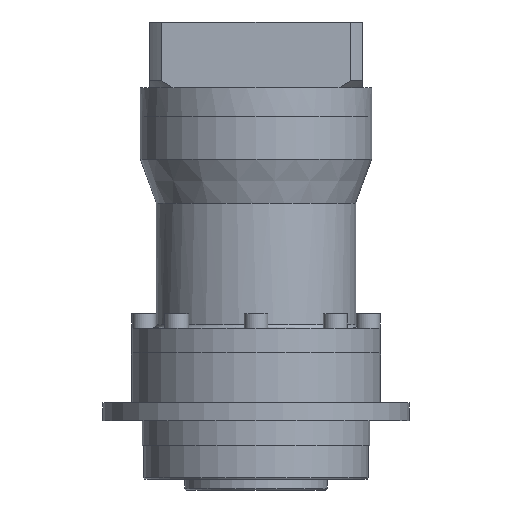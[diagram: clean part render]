
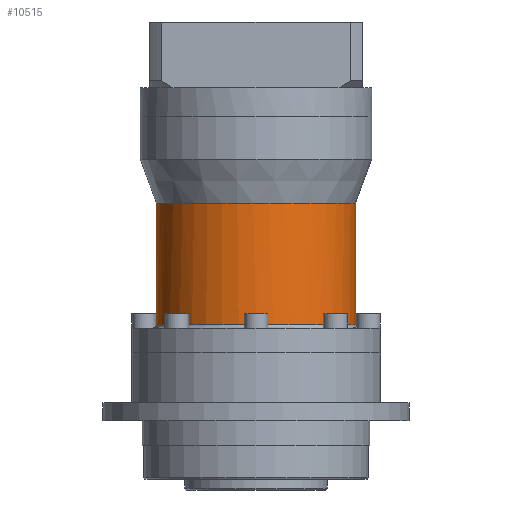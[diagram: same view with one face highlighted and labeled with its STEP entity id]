
A CAD part, front view. The second image highlights one B-rep face of the part: STEP entity #10515.
In plain terms, the highlighted cylindrical face has radius 28 mm (diameter 56 mm), a partial arc.
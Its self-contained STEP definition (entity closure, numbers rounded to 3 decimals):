
#45 = VECTOR ( 'NONE', #2208, 1000. ) ;
#143 = CYLINDRICAL_SURFACE ( 'NONE', #7470, 28. ) ;
#147 = CARTESIAN_POINT ( 'NONE',  ( 28.001, 0., -32.36 ) ) ;
#348 = CARTESIAN_POINT ( 'NONE',  ( 12.408, -25.167, -32.36 ) ) ;
#390 = CARTESIAN_POINT ( 'NONE',  ( -21.095, -18.503, -32.36 ) ) ;
#840 = DIRECTION ( 'NONE',  ( 0., 0., 1. ) ) ;
#975 = VERTEX_POINT ( 'NONE', #1161 ) ;
#1153 = CARTESIAN_POINT ( 'NONE',  ( 7.26, -27.104, -32.36 ) ) ;
#1158 = FACE_OUTER_BOUND ( 'NONE', #2124, .T. ) ;
#1161 = CARTESIAN_POINT ( 'NONE',  ( 28., 0., -66.5 ) ) ;
#1182 = CARTESIAN_POINT ( 'NONE',  ( -24.299, -14.032, -32.36 ) ) ;
#1374 = ORIENTED_EDGE ( 'NONE', *, *, #8047, .T. ) ;
#1444 = CIRCLE ( 'NONE', #8640, 28. ) ;
#1923 = CARTESIAN_POINT ( 'NONE',  ( 27.104, -7.26, -32.36 ) ) ;
#1948 = CARTESIAN_POINT ( 'NONE',  ( 1.833, -28., -32.36 ) ) ;
#1983 = EDGE_CURVE ( 'NONE', #975, #4432, #6935, .T. ) ;
#1998 = CARTESIAN_POINT ( 'NONE',  ( -26.57, -9.022, -32.36 ) ) ;
#2124 = EDGE_LOOP ( 'NONE', ( #4658, #1374, #4837, #10011 ) ) ;
#2208 = DIRECTION ( 'NONE',  ( 0., 0., 1. ) ) ;
#2632 = CARTESIAN_POINT ( 'NONE',  ( -28., 0., -66.5 ) ) ;
#2742 = CARTESIAN_POINT ( 'NONE',  ( 25.167, -12.408, -32.36 ) ) ;
#2785 = CARTESIAN_POINT ( 'NONE',  ( -3.665, -27.82, -32.36 ) ) ;
#2821 = CARTESIAN_POINT ( 'NONE',  ( -27.82, -3.665, -32.36 ) ) ;
#3215 = DIRECTION ( 'NONE',  ( 0., 0., 1. ) ) ;
#3589 = CARTESIAN_POINT ( 'NONE',  ( 22.263, -17.08, -32.36 ) ) ;
#3615 = CARTESIAN_POINT ( 'NONE',  ( -9.022, -26.57, -32.36 ) ) ;
#3651 = CARTESIAN_POINT ( 'NONE',  ( -28.001, 0., -32.36 ) ) ;
#4153 = CARTESIAN_POINT ( 'NONE',  ( 28., 0., -67.5 ) ) ;
#4399 = CARTESIAN_POINT ( 'NONE',  ( 18.503, -21.095, -32.36 ) ) ;
#4432 = VERTEX_POINT ( 'NONE', #147 ) ;
#4442 = CARTESIAN_POINT ( 'NONE',  ( -14.032, -24.299, -32.36 ) ) ;
#4658 = ORIENTED_EDGE ( 'NONE', *, *, #8455, .F. ) ;
#4837 = ORIENTED_EDGE ( 'NONE', *, *, #1983, .T. ) ;
#5222 = CARTESIAN_POINT ( 'NONE',  ( 14.032, -24.299, -32.36 ) ) ;
#5258 = CARTESIAN_POINT ( 'NONE',  ( -18.503, -21.095, -32.36 ) ) ;
#5995 = CARTESIAN_POINT ( 'NONE',  ( 9.022, -26.57, -32.36 ) ) ;
#6029 = CARTESIAN_POINT ( 'NONE',  ( -22.263, -17.08, -32.36 ) ) ;
#6474 = B_SPLINE_CURVE_WITH_KNOTS ( 'NONE', 3,
 ( #6742, #7558, #6770, #1923, #7603, #2742, #8440, #3589, #9257, #4399, #10075, #5222, #348, #5995, #1153, #6817, #1948, #7637, #2785, #8477, #3615, #9294, #4442, #10100, #5258, #390, #6029, #1182, #6855, #1998, #7667, #2821, #8524, #3651 ),
 .UNSPECIFIED., .F., .F.,
 ( 4, 2, 2, 2, 2, 2, 2, 2, 2, 2, 2, 2, 2, 2, 2, 2, 4 ),
 ( 0.5, 0.531, 0.562, 0.594, 0.625, 0.656, 0.687, 0.719, 0.75, 0.781, 0.813, 0.844, 0.875, 0.906, 0.938, 0.969, 1. ),
 .UNSPECIFIED. ) ;
#6529 = DIRECTION ( 'NONE',  ( 1., 0., 0. ) ) ;
#6742 = CARTESIAN_POINT ( 'NONE',  ( 28.001, 0., -32.36 ) ) ;
#6770 = CARTESIAN_POINT ( 'NONE',  ( 27.82, -3.665, -32.36 ) ) ;
#6817 = CARTESIAN_POINT ( 'NONE',  ( 3.665, -27.82, -32.36 ) ) ;
#6855 = CARTESIAN_POINT ( 'NONE',  ( -25.167, -12.408, -32.36 ) ) ;
#6935 = LINE ( 'NONE', #4153, #9120 ) ;
#7276 = CARTESIAN_POINT ( 'NONE',  ( 0., 0., -67.5 ) ) ;
#7344 = VERTEX_POINT ( 'NONE', #10344 ) ;
#7470 = AXIS2_PLACEMENT_3D ( 'NONE', #7276, #840, #6529 ) ;
#7558 = CARTESIAN_POINT ( 'NONE',  ( 28., -1.833, -32.36 ) ) ;
#7603 = CARTESIAN_POINT ( 'NONE',  ( 26.57, -9.022, -32.36 ) ) ;
#7637 = CARTESIAN_POINT ( 'NONE',  ( -1.833, -28., -32.36 ) ) ;
#7667 = CARTESIAN_POINT ( 'NONE',  ( -27.104, -7.26, -32.36 ) ) ;
#8047 = EDGE_CURVE ( 'NONE', #8724, #975, #1444, .T. ) ;
#8061 = CARTESIAN_POINT ( 'NONE',  ( 0., 0., -66.5 ) ) ;
#8440 = CARTESIAN_POINT ( 'NONE',  ( 24.299, -14.032, -32.36 ) ) ;
#8447 = LINE ( 'NONE', #9575, #45 ) ;
#8455 = EDGE_CURVE ( 'NONE', #8724, #7344, #8447, .T. ) ;
#8477 = CARTESIAN_POINT ( 'NONE',  ( -7.26, -27.104, -32.36 ) ) ;
#8524 = CARTESIAN_POINT ( 'NONE',  ( -28., -1.833, -32.36 ) ) ;
#8640 = AXIS2_PLACEMENT_3D ( 'NONE', #8061, #3215, #8913 ) ;
#8724 = VERTEX_POINT ( 'NONE', #2632 ) ;
#8913 = DIRECTION ( 'NONE',  ( -1., 0., 0. ) ) ;
#9021 = DIRECTION ( 'NONE',  ( 0., 0., 1. ) ) ;
#9120 = VECTOR ( 'NONE', #9021, 1000. ) ;
#9257 = CARTESIAN_POINT ( 'NONE',  ( 21.095, -18.503, -32.36 ) ) ;
#9294 = CARTESIAN_POINT ( 'NONE',  ( -12.408, -25.167, -32.36 ) ) ;
#9575 = CARTESIAN_POINT ( 'NONE',  ( -28., 0., -67.5 ) ) ;
#9692 = EDGE_CURVE ( 'NONE', #4432, #7344, #6474, .T. ) ;
#10011 = ORIENTED_EDGE ( 'NONE', *, *, #9692, .T. ) ;
#10075 = CARTESIAN_POINT ( 'NONE',  ( 17.08, -22.263, -32.36 ) ) ;
#10100 = CARTESIAN_POINT ( 'NONE',  ( -17.08, -22.263, -32.36 ) ) ;
#10344 = CARTESIAN_POINT ( 'NONE',  ( -28.001, 0., -32.36 ) ) ;
#10515 = ADVANCED_FACE ( 'NONE', ( #1158 ), #143, .T. ) ;
